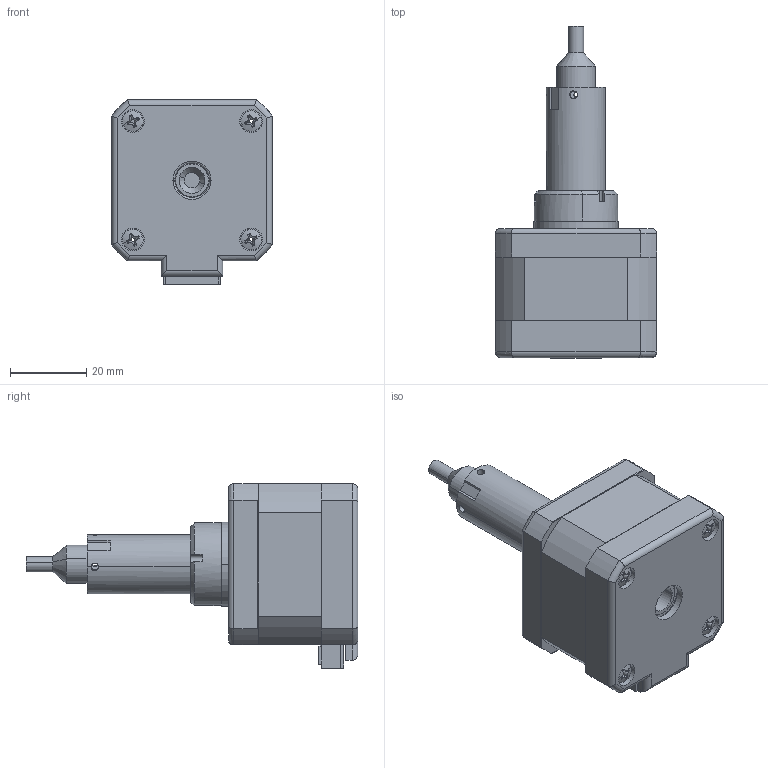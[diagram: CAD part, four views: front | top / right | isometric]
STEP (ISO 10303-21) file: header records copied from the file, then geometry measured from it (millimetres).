
FILE_DESCRIPTION (( 'STEP AP203' ), '1' );
FILE_NAME ('LC174S-E06008-25-S-100.STEP', '2019-02-28T09:06:50', ( 'Sky123.Org' ), ( 'Sky123.Org' ), 'SwSTEP 2.0', 'SolidWorks 2014', '' );
FILE_SCHEMA (( 'CONFIG_CONTROL_DESIGN' ));
Length unit declared in the file: millimetre
Products named in the file (1): LC174S-E06008-25-S-100
Bounding box: 42.2 x 86.9 x 48.3 mm (x, y, z)
Surface area: 16809.1 mm2 (no closed solid volume)
Topology: 0 solids, 19 shells, 319 faces, 1999 edges, 1695 vertices
Faces by surface type: plane 187, cylinder 68, cone 44, torus 12, sphere 8
Entity records: 20533 total; most frequent: CARTESIAN_POINT 5034, DIRECTION 3354, ORIENTED_EDGE 2774, EDGE_CURVE 1999, VERTEX_POINT 1695, AXIS2_PLACEMENT_3D 1191, VECTOR 972, LINE 972
